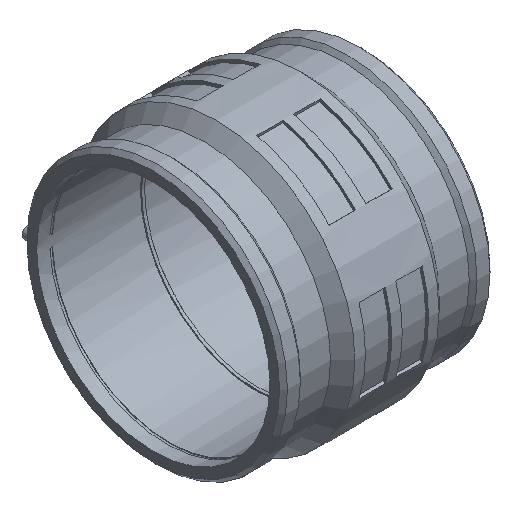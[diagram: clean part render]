
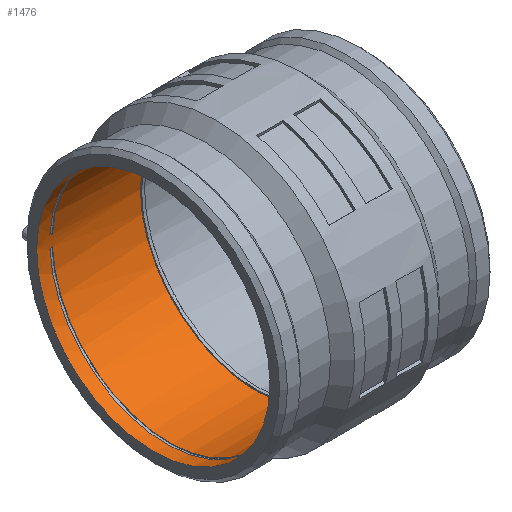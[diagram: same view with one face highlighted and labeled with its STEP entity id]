
A CAD part, isometric view. The second image highlights one B-rep face of the part: STEP entity #1476.
In plain terms, the highlighted cylindrical face has radius 157.5 mm (diameter 315 mm), a full revolution.
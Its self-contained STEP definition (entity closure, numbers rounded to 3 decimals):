
#26=B_SPLINE_CURVE_WITH_KNOTS('',3,(#2605,#2606,#2607,#2608,#2609,#2610,
#2611,#2612),.UNSPECIFIED.,.F.,.F.,(4,2,2,4),(3.301,3.334,
3.705,3.706),.UNSPECIFIED.);
#28=B_SPLINE_CURVE_WITH_KNOTS('',3,(#2631,#2632,#2633,#2634,#2635,#2636,
#2637,#2638),.UNSPECIFIED.,.F.,.F.,(4,2,2,4),(5.185,5.186,
5.557,5.591),.UNSPECIFIED.);
#55=FACE_BOUND('',#299,.T.);
#56=FACE_BOUND('',#300,.T.);
#104=CYLINDRICAL_SURFACE('',#1638,157.5);
#188=FACE_OUTER_BOUND('',#298,.T.);
#298=EDGE_LOOP('',(#1235));
#299=EDGE_LOOP('',(#1236));
#300=EDGE_LOOP('',(#1237,#1238,#1239,#1240));
#413=CIRCLE('',#1639,157.5);
#414=CIRCLE('',#1640,157.5);
#415=CIRCLE('',#1641,157.5);
#416=CIRCLE('',#1642,157.5);
#741=VERTEX_POINT('',#2594);
#743=VERTEX_POINT('',#2604);
#745=VERTEX_POINT('',#2618);
#746=VERTEX_POINT('',#2627);
#747=VERTEX_POINT('',#2640);
#748=VERTEX_POINT('',#2642);
#930=EDGE_CURVE('',#741,#743,#26,.T.);
#934=EDGE_CURVE('',#746,#745,#28,.T.);
#935=EDGE_CURVE('',#747,#747,#413,.T.);
#936=EDGE_CURVE('',#748,#748,#414,.T.);
#937=EDGE_CURVE('',#743,#746,#415,.T.);
#938=EDGE_CURVE('',#741,#745,#416,.T.);
#1235=ORIENTED_EDGE('',*,*,#935,.T.);
#1236=ORIENTED_EDGE('',*,*,#936,.F.);
#1237=ORIENTED_EDGE('',*,*,#934,.F.);
#1238=ORIENTED_EDGE('',*,*,#937,.F.);
#1239=ORIENTED_EDGE('',*,*,#930,.F.);
#1240=ORIENTED_EDGE('',*,*,#938,.T.);
#1476=ADVANCED_FACE('',(#188,#55,#56),#104,.F.);
#1638=AXIS2_PLACEMENT_3D('',#2639,#2055,#2056);
#1639=AXIS2_PLACEMENT_3D('',#2641,#2057,#2058);
#1640=AXIS2_PLACEMENT_3D('',#2643,#2059,#2060);
#1641=AXIS2_PLACEMENT_3D('',#2644,#2061,#2062);
#1642=AXIS2_PLACEMENT_3D('',#2645,#2063,#2064);
#2055=DIRECTION('center_axis',(1.,0.,0.));
#2056=DIRECTION('ref_axis',(0.,1.,0.));
#2057=DIRECTION('center_axis',(1.,0.,0.));
#2058=DIRECTION('ref_axis',(0.,0.,-1.));
#2059=DIRECTION('center_axis',(1.,0.,0.));
#2060=DIRECTION('ref_axis',(0.,0.,-1.));
#2061=DIRECTION('center_axis',(1.,0.,0.));
#2062=DIRECTION('ref_axis',(0.,0.,-1.));
#2063=DIRECTION('center_axis',(1.,0.,0.));
#2064=DIRECTION('ref_axis',(0.,0.,-1.));
#2594=CARTESIAN_POINT('',(-124.37,157.23,9.225));
#2604=CARTESIAN_POINT('',(-120.844,157.347,6.949));
#2605=CARTESIAN_POINT('Ctrl Pts',(-124.37,157.23,9.225));
#2606=CARTESIAN_POINT('Ctrl Pts',(-124.259,157.232,9.183));
#2607=CARTESIAN_POINT('Ctrl Pts',(-124.148,157.235,9.14));
#2608=CARTESIAN_POINT('Ctrl Pts',(-122.827,157.266,8.59));
#2609=CARTESIAN_POINT('Ctrl Pts',(-121.723,157.308,7.831));
#2610=CARTESIAN_POINT('Ctrl Pts',(-120.849,157.346,6.954));
#2611=CARTESIAN_POINT('Ctrl Pts',(-120.847,157.347,6.951));
#2612=CARTESIAN_POINT('Ctrl Pts',(-120.844,157.347,6.949));
#2618=CARTESIAN_POINT('',(-124.37,157.23,-9.225));
#2627=CARTESIAN_POINT('',(-120.844,157.347,-6.949));
#2631=CARTESIAN_POINT('Ctrl Pts',(-120.844,157.347,-6.949));
#2632=CARTESIAN_POINT('Ctrl Pts',(-120.847,157.347,-6.951));
#2633=CARTESIAN_POINT('Ctrl Pts',(-120.849,157.346,-6.954));
#2634=CARTESIAN_POINT('Ctrl Pts',(-121.723,157.308,-7.831));
#2635=CARTESIAN_POINT('Ctrl Pts',(-122.827,157.266,-8.59));
#2636=CARTESIAN_POINT('Ctrl Pts',(-124.148,157.235,-9.14));
#2637=CARTESIAN_POINT('Ctrl Pts',(-124.259,157.232,-9.183));
#2638=CARTESIAN_POINT('Ctrl Pts',(-124.37,157.23,-9.225));
#2639=CARTESIAN_POINT('Origin',(-133.185,0.,0.));
#2640=CARTESIAN_POINT('',(-2.,157.5,0.));
#2641=CARTESIAN_POINT('Origin',(-2.,0.,0.));
#2642=CARTESIAN_POINT('',(-142.,157.5,0.));
#2643=CARTESIAN_POINT('Origin',(-142.,0.,0.));
#2644=CARTESIAN_POINT('Origin',(-120.844,0.,0.));
#2645=CARTESIAN_POINT('Origin',(-124.37,0.,0.));
